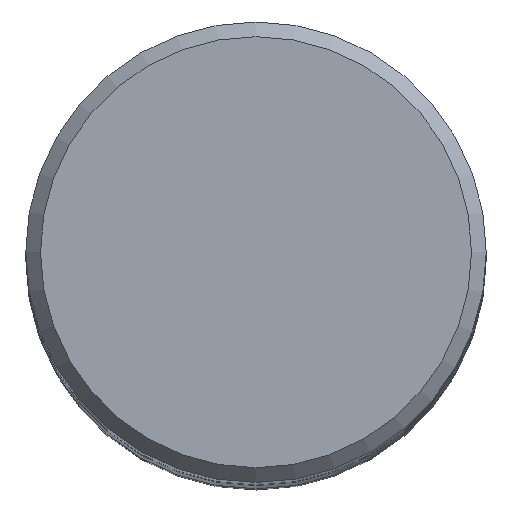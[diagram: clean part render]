
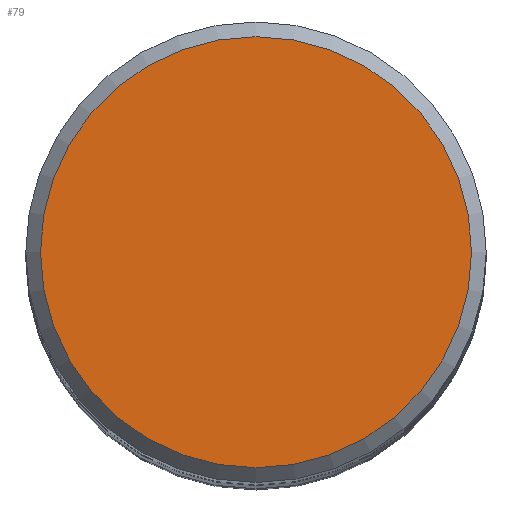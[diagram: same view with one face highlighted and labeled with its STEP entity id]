
A CAD part, top view. The second image highlights one B-rep face of the part: STEP entity #79.
In plain terms, the highlighted planar face has unit normal (0, 0, 1).
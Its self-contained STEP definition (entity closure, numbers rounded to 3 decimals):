
#79=ADVANCED_FACE('',(#97),#92,.T.);
#92=PLANE('',#202);
#97=FACE_OUTER_BOUND('',#102,.T.);
#102=EDGE_LOOP('',(#122));
#122=ORIENTED_EDGE('',*,*,#153,.F.);
#142=VERTEX_POINT('',#283);
#153=EDGE_CURVE('',#142,#142,#163,.T.);
#163=CIRCLE('',#201,8.915);
#201=AXIS2_PLACEMENT_3D('',#282,#232,#233);
#202=AXIS2_PLACEMENT_3D('',#284,#234,#235);
#232=DIRECTION('',(0.,0.,-1.));
#233=DIRECTION('',(-1.,0.,0.));
#234=DIRECTION('',(0.,0.,1.));
#235=DIRECTION('',(1.,0.,0.));
#282=CARTESIAN_POINT('',(0.,0.,51.587));
#283=CARTESIAN_POINT('',(-8.915,0.,51.587));
#284=CARTESIAN_POINT('',(8.915,0.,51.587));
